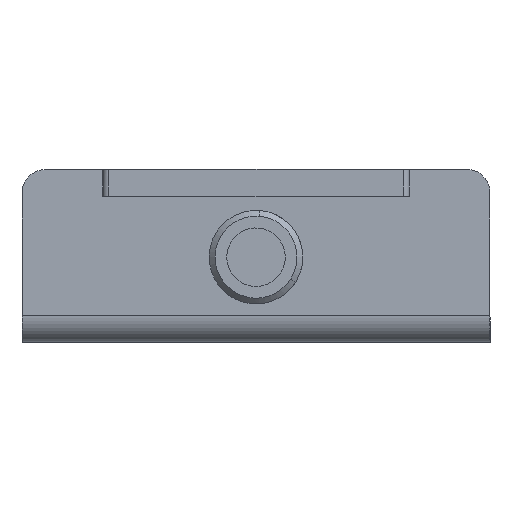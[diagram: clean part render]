
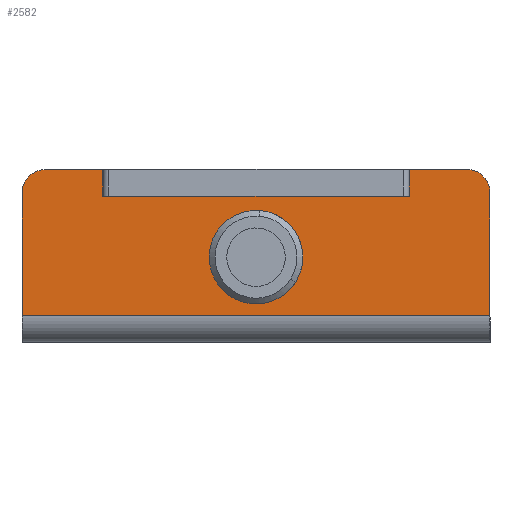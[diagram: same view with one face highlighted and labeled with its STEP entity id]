
A CAD part, left-side view. The second image highlights one B-rep face of the part: STEP entity #2582.
In plain terms, the highlighted free-form (B-spline) face has degree [1, 1] with [2, 2] control points.
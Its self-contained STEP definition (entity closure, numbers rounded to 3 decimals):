
#100=CARTESIAN_POINT('',(0.,2.994,-0.183));
#101=VERTEX_POINT('',#100);
#107=CARTESIAN_POINT('',(0.0,0.0,-3.0));
#108=VERTEX_POINT('',#107);
#109=CARTESIAN_POINT('',(0.0,0.0,-3.0));
#110=CARTESIAN_POINT('',(0.0,2.822,-3.));
#111=CARTESIAN_POINT('',(0.,2.994,-0.183));
#119=(BOUNDED_CURVE()B_SPLINE_CURVE(2,(#109,#110,#111),.UNSPECIFIED.,.F.,.U.)B_SPLINE_CURVE_WITH_KNOTS((3,3),(0.5,0.739),.UNSPECIFIED.)CURVE()GEOMETRIC_REPRESENTATION_ITEM()RATIONAL_B_SPLINE_CURVE((1.0,0.72,0.976))REPRESENTATION_ITEM(''));
#120=EDGE_CURVE('',#108,#101,#119,.T.);
#122=CARTESIAN_POINT('',(0.,-2.979,0.354));
#123=VERTEX_POINT('',#122);
#124=CARTESIAN_POINT('',(0.,-2.979,0.354));
#125=CARTESIAN_POINT('',(0.0,-3.,0.178));
#126=CARTESIAN_POINT('',(0.0,-3.0,0.));
#127=CARTESIAN_POINT('',(0.0,-3.0,-3.0));
#128=CARTESIAN_POINT('',(0.0,0.0,-3.0));
#136=(BOUNDED_CURVE()B_SPLINE_CURVE(2,(#124,#125,#126,#127,#128),.UNSPECIFIED.,.F.,.U.)B_SPLINE_CURVE_WITH_KNOTS((3,2,3),(0.23,0.25,0.5),.UNSPECIFIED.)CURVE()GEOMETRIC_REPRESENTATION_ITEM()RATIONAL_B_SPLINE_CURVE((0.956,0.976,1.0,0.707,1.0))REPRESENTATION_ITEM(''));
#137=EDGE_CURVE('',#123,#108,#136,.T.);
#181=CARTESIAN_POINT('',(0.0,0.0,3.0));
#182=VERTEX_POINT('',#181);
#183=CARTESIAN_POINT('',(0.0,0.0,3.0));
#184=CARTESIAN_POINT('',(0.0,-2.665,3.));
#185=CARTESIAN_POINT('',(0.,-2.979,0.354));
#193=(BOUNDED_CURVE()B_SPLINE_CURVE(2,(#183,#184,#185),.UNSPECIFIED.,.F.,.U.)B_SPLINE_CURVE_WITH_KNOTS((3,3),(0.0,0.23),.UNSPECIFIED.)CURVE()GEOMETRIC_REPRESENTATION_ITEM()RATIONAL_B_SPLINE_CURVE((1.0,0.731,0.956))REPRESENTATION_ITEM(''));
#194=EDGE_CURVE('',#182,#123,#193,.T.);
#196=CARTESIAN_POINT('',(0.,2.994,-0.183));
#197=CARTESIAN_POINT('',(0.0,3.0,-0.092));
#198=CARTESIAN_POINT('',(0.0,3.0,0.));
#199=CARTESIAN_POINT('',(0.0,3.0,3.0));
#200=CARTESIAN_POINT('',(0.0,0.0,3.0));
#208=(BOUNDED_CURVE()B_SPLINE_CURVE(2,(#196,#197,#198,#199,#200),.UNSPECIFIED.,.F.,.U.)B_SPLINE_CURVE_WITH_KNOTS((3,2,3),(0.739,0.75,1.0),.UNSPECIFIED.)CURVE()GEOMETRIC_REPRESENTATION_ITEM()RATIONAL_B_SPLINE_CURVE((0.976,0.988,1.0,0.707,1.0))REPRESENTATION_ITEM(''));
#209=EDGE_CURVE('',#101,#182,#208,.T.);
#1544=CARTESIAN_POINT('',(0.0,-7.5,18.0));
#1545=VERTEX_POINT('',#1544);
#1546=CARTESIAN_POINT('',(0.0,-5.5,20.0));
#1547=VERTEX_POINT('',#1546);
#1548=CARTESIAN_POINT('',(0.0,-7.5,18.0));
#1549=CARTESIAN_POINT('',(0.0,-7.5,20.));
#1550=CARTESIAN_POINT('',(0.0,-5.5,20.0));
#1558=(BOUNDED_CURVE()B_SPLINE_CURVE(2,(#1548,#1549,#1550),.UNSPECIFIED.,.F.,.U.)CURVE()GEOMETRIC_REPRESENTATION_ITEM()QUASI_UNIFORM_CURVE()RATIONAL_B_SPLINE_CURVE((1.0,0.707,1.0))REPRESENTATION_ITEM(''));
#1559=EDGE_CURVE('',#1545,#1547,#1558,.T.);
#1598=CARTESIAN_POINT('',(0.0,-7.5,13.1));
#1599=VERTEX_POINT('',#1598);
#1605=CARTESIAN_POINT('',(0.0,-5.2,13.1));
#1606=VERTEX_POINT('',#1605);
#1607=CARTESIAN_POINT('',(0.0,-7.5,13.1));
#1608=CARTESIAN_POINT('',(0.0,-5.2,13.1));
#1609=QUASI_UNIFORM_CURVE('',1,(#1607,#1608),.UNSPECIFIED.,.F.,.U.);
#1610=EDGE_CURVE('',#1599,#1606,#1609,.T.);
#1641=CARTESIAN_POINT('',(0.0,-5.5,-20.0));
#1642=VERTEX_POINT('',#1641);
#1643=CARTESIAN_POINT('',(0.0,-7.5,-18.0));
#1644=VERTEX_POINT('',#1643);
#1645=CARTESIAN_POINT('',(0.0,-5.5,-20.0));
#1646=CARTESIAN_POINT('',(0.0,-7.5,-20.));
#1647=CARTESIAN_POINT('',(0.0,-7.5,-18.0));
#1655=(BOUNDED_CURVE()B_SPLINE_CURVE(2,(#1645,#1646,#1647),.UNSPECIFIED.,.F.,.U.)CURVE()GEOMETRIC_REPRESENTATION_ITEM()QUASI_UNIFORM_CURVE()RATIONAL_B_SPLINE_CURVE((1.0,0.707,1.0))REPRESENTATION_ITEM(''));
#1656=EDGE_CURVE('',#1642,#1644,#1655,.T.);
#1695=CARTESIAN_POINT('',(0.0,-5.2,-13.1));
#1696=VERTEX_POINT('',#1695);
#1702=CARTESIAN_POINT('',(0.0,-7.5,-13.1));
#1703=VERTEX_POINT('',#1702);
#1704=CARTESIAN_POINT('',(0.0,-5.2,-13.1));
#1705=CARTESIAN_POINT('',(0.0,-7.5,-13.1));
#1706=QUASI_UNIFORM_CURVE('',1,(#1704,#1705),.UNSPECIFIED.,.F.,.U.);
#1707=EDGE_CURVE('',#1696,#1703,#1706,.T.);
#2377=CARTESIAN_POINT('',(0.,5.0,20.0));
#2378=VERTEX_POINT('',#2377);
#2399=CARTESIAN_POINT('',(0.,5.0,-20.0));
#2400=VERTEX_POINT('',#2399);
#2414=CARTESIAN_POINT('',(0.,5.0,-20.0));
#2415=CARTESIAN_POINT('',(0.,5.0,20.0));
#2416=QUASI_UNIFORM_CURVE('',1,(#2414,#2415),.UNSPECIFIED.,.F.,.U.);
#2417=EDGE_CURVE('',#2400,#2378,#2416,.T.);
#2463=CARTESIAN_POINT('',(0.,5.0,20.0));
#2464=CARTESIAN_POINT('',(0.0,-5.5,20.0));
#2465=QUASI_UNIFORM_CURVE('',1,(#2463,#2464),.UNSPECIFIED.,.F.,.U.);
#2466=EDGE_CURVE('',#2378,#1547,#2465,.T.);
#2503=CARTESIAN_POINT('',(0.,5.0,-20.0));
#2504=CARTESIAN_POINT('',(0.0,-5.5,-20.0));
#2505=QUASI_UNIFORM_CURVE('',1,(#2503,#2504),.UNSPECIFIED.,.F.,.U.);
#2506=EDGE_CURVE('',#2400,#1642,#2505,.T.);
#2547=CARTESIAN_POINT('',(0.,5.624,-21.998));
#2548=CARTESIAN_POINT('',(0.,-8.124,-21.998));
#2549=CARTESIAN_POINT('',(0.,5.624,21.998));
#2550=CARTESIAN_POINT('',(0.,-8.124,21.998));
#2551=B_SPLINE_SURFACE_WITH_KNOTS('',1,1,((#2547,#2549),(#2548,#2550)),.UNSPECIFIED.,.F.,.F.,.U.,(2,2),(2,2),(0.0,13.749),(0.0,43.996),.UNSPECIFIED.);
#2552=ORIENTED_EDGE('',*,*,#2506,.T.);
#2553=ORIENTED_EDGE('',*,*,#1656,.T.);
#2554=CARTESIAN_POINT('',(0.0,-7.5,-13.1));
#2555=CARTESIAN_POINT('',(0.0,-7.5,-18.0));
#2556=QUASI_UNIFORM_CURVE('',1,(#2554,#2555),.UNSPECIFIED.,.F.,.U.);
#2557=EDGE_CURVE('',#1703,#1644,#2556,.T.);
#2558=ORIENTED_EDGE('',*,*,#2557,.F.);
#2559=ORIENTED_EDGE('',*,*,#1707,.F.);
#2560=CARTESIAN_POINT('',(0.0,-5.2,13.1));
#2561=CARTESIAN_POINT('',(0.0,-5.2,-13.1));
#2562=QUASI_UNIFORM_CURVE('',1,(#2560,#2561),.UNSPECIFIED.,.F.,.U.);
#2563=EDGE_CURVE('',#1606,#1696,#2562,.T.);
#2564=ORIENTED_EDGE('',*,*,#2563,.F.);
#2565=ORIENTED_EDGE('',*,*,#1610,.F.);
#2566=CARTESIAN_POINT('',(0.0,-7.5,18.0));
#2567=CARTESIAN_POINT('',(0.0,-7.5,13.1));
#2568=QUASI_UNIFORM_CURVE('',1,(#2566,#2567),.UNSPECIFIED.,.F.,.U.);
#2569=EDGE_CURVE('',#1545,#1599,#2568,.T.);
#2570=ORIENTED_EDGE('',*,*,#2569,.F.);
#2571=ORIENTED_EDGE('',*,*,#1559,.T.);
#2572=ORIENTED_EDGE('',*,*,#2466,.F.);
#2573=ORIENTED_EDGE('',*,*,#2417,.F.);
#2574=EDGE_LOOP('',(#2552,#2553,#2558,#2559,#2564,#2565,#2570,#2571,#2572,#2573));
#2575=FACE_OUTER_BOUND('',#2574,.T.);
#2576=ORIENTED_EDGE('',*,*,#120,.T.);
#2577=ORIENTED_EDGE('',*,*,#209,.T.);
#2578=ORIENTED_EDGE('',*,*,#194,.T.);
#2579=ORIENTED_EDGE('',*,*,#137,.T.);
#2580=EDGE_LOOP('',(#2576,#2577,#2578,#2579));
#2581=FACE_BOUND('',#2580,.T.);
#2582=ADVANCED_FACE('',(#2575,#2581),#2551,.T.);
